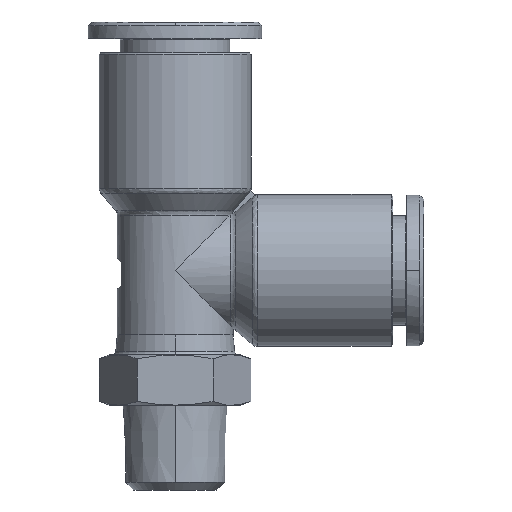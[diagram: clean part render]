
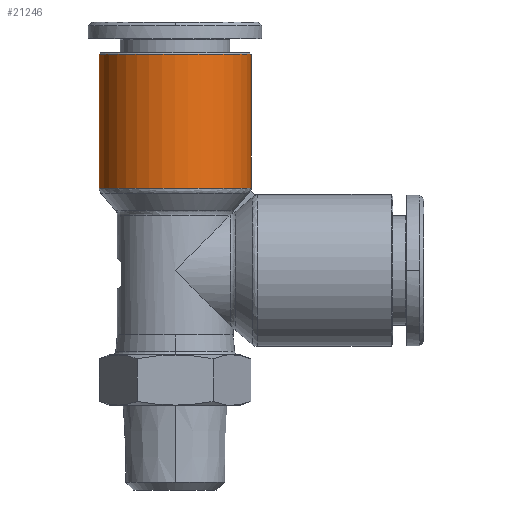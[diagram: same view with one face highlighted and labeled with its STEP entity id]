
A CAD part, front view. The second image highlights one B-rep face of the part: STEP entity #21246.
In plain terms, the highlighted cylindrical face has radius 9.85 mm (diameter 19.7 mm), a partial arc.
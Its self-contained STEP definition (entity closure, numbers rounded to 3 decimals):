
#68 = VERTEX_POINT ( 'NONE', #9659 ) ;
#417 = LINE ( 'NONE', #3658, #5336 ) ;
#1082 = ORIENTED_EDGE ( 'NONE', *, *, #21337, .T. ) ;
#1383 = CIRCLE ( 'NONE', #16588, 9.85 ) ;
#3658 = CARTESIAN_POINT ( 'NONE',  ( -22.778, 0., 18.3 ) ) ;
#3994 = VERTEX_POINT ( 'NONE', #10244 ) ;
#4780 = ORIENTED_EDGE ( 'NONE', *, *, #22852, .T. ) ;
#4948 = FACE_OUTER_BOUND ( 'NONE', #8466, .T. ) ;
#5336 = VECTOR ( 'NONE', #18169, 1000. ) ;
#5987 = DIRECTION ( 'NONE',  ( 0., 0., 1. ) ) ;
#6997 = EDGE_CURVE ( 'NONE', #9221, #68, #417, .T. ) ;
#7773 = EDGE_CURVE ( 'NONE', #9221, #3994, #1383, .T. ) ;
#7808 = CARTESIAN_POINT ( 'NONE',  ( -12.928, 0., 18.3 ) ) ;
#8433 = DIRECTION ( 'NONE',  ( 0., 0., -1. ) ) ;
#8466 = EDGE_LOOP ( 'NONE', ( #23847, #24551, #4780, #1082 ) ) ;
#9221 = VERTEX_POINT ( 'NONE', #9303 ) ;
#9303 = CARTESIAN_POINT ( 'NONE',  ( -22.778, 0., 10.664 ) ) ;
#9659 = CARTESIAN_POINT ( 'NONE',  ( -22.778, 0., 28. ) ) ;
#10244 = CARTESIAN_POINT ( 'NONE',  ( -3.078, 0., 10.664 ) ) ;
#10487 = CIRCLE ( 'NONE', #13954, 9.85 ) ;
#10648 = AXIS2_PLACEMENT_3D ( 'NONE', #7808, #5987, #14372 ) ;
#11129 = CARTESIAN_POINT ( 'NONE',  ( -3.078, 0., 18.3 ) ) ;
#12456 = DIRECTION ( 'NONE',  ( 1., 0., 0. ) ) ;
#13954 = AXIS2_PLACEMENT_3D ( 'NONE', #19012, #8433, #12456 ) ;
#14372 = DIRECTION ( 'NONE',  ( 1., 0., 0. ) ) ;
#15698 = VERTEX_POINT ( 'NONE', #16839 ) ;
#15941 = VECTOR ( 'NONE', #19490, 1000. ) ;
#16588 = AXIS2_PLACEMENT_3D ( 'NONE', #25206, #16774, #25115 ) ;
#16774 = DIRECTION ( 'NONE',  ( 0., 0., 1. ) ) ;
#16839 = CARTESIAN_POINT ( 'NONE',  ( -3.078, 0., 28. ) ) ;
#18169 = DIRECTION ( 'NONE',  ( 0., 0., 1. ) ) ;
#18654 = CYLINDRICAL_SURFACE ( 'NONE', #10648, 9.85 ) ;
#19012 = CARTESIAN_POINT ( 'NONE',  ( -12.928, 0., 28. ) ) ;
#19490 = DIRECTION ( 'NONE',  ( 0., 0., 1. ) ) ;
#19504 = LINE ( 'NONE', #11129, #15941 ) ;
#21246 = ADVANCED_FACE ( 'NONE', ( #4948 ), #18654, .T. ) ;
#21337 = EDGE_CURVE ( 'NONE', #15698, #68, #10487, .T. ) ;
#22852 = EDGE_CURVE ( 'NONE', #3994, #15698, #19504, .T. ) ;
#23847 = ORIENTED_EDGE ( 'NONE', *, *, #6997, .F. ) ;
#24551 = ORIENTED_EDGE ( 'NONE', *, *, #7773, .T. ) ;
#25115 = DIRECTION ( 'NONE',  ( 1., 0., 0. ) ) ;
#25206 = CARTESIAN_POINT ( 'NONE',  ( -12.928, 0., 10.664 ) ) ;
